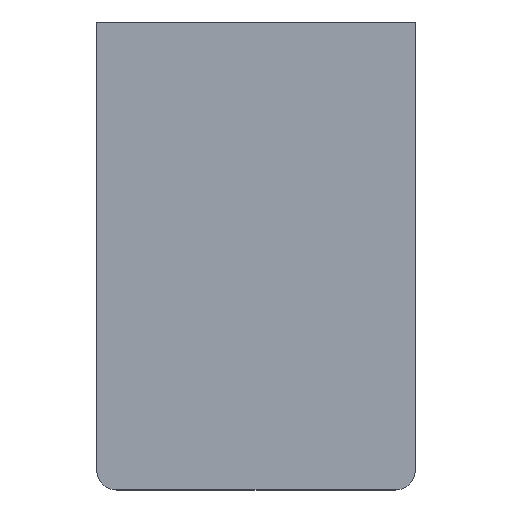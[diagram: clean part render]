
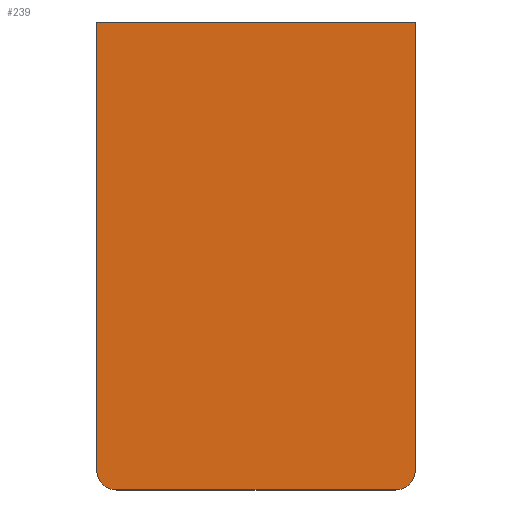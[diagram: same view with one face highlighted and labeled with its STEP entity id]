
A CAD part, top view. The second image highlights one B-rep face of the part: STEP entity #239.
In plain terms, the highlighted planar face has unit normal (0, 0, 1).
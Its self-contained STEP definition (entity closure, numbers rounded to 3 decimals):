
#239=ADVANCED_FACE('',(#409),#410,.T.);
#409=FACE_OUTER_BOUND('',#551,.T.);
#410=PLANE('',#552);
#551=EDGE_LOOP('',(#621,#622,#623,#624,#625,#626));
#552=AXIS2_PLACEMENT_3D('',#627,#628,#629);
#621=ORIENTED_EDGE('',*,*,#794,.T.);
#622=ORIENTED_EDGE('',*,*,#795,.T.);
#623=ORIENTED_EDGE('',*,*,#796,.T.);
#624=ORIENTED_EDGE('',*,*,#797,.T.);
#625=ORIENTED_EDGE('',*,*,#798,.T.);
#626=ORIENTED_EDGE('',*,*,#799,.T.);
#627=CARTESIAN_POINT('',(8.0,-11.619,1.569));
#628=DIRECTION('',(0.,0.,1.0));
#629=DIRECTION('',(1.0,0.0,0.));
#794=EDGE_CURVE('',#859,#860,#861,.T.);
#795=EDGE_CURVE('',#860,#862,#863,.T.);
#796=EDGE_CURVE('',#862,#864,#865,.T.);
#797=EDGE_CURVE('',#864,#866,#867,.T.);
#798=EDGE_CURVE('',#866,#868,#869,.T.);
#799=EDGE_CURVE('',#868,#859,#870,.T.);
#859=VERTEX_POINT('',#952);
#860=VERTEX_POINT('',#953);
#861=CIRCLE('',#954,1.0);
#862=VERTEX_POINT('',#955);
#863=LINE('',#956,#957);
#864=VERTEX_POINT('',#958);
#865=CIRCLE('',#959,1.0);
#866=VERTEX_POINT('',#960);
#867=LINE('',#961,#962);
#868=VERTEX_POINT('',#963);
#869=LINE('',#964,#965);
#870=LINE('',#966,#967);
#952=CARTESIAN_POINT('',(0.,-22.5,1.569));
#953=CARTESIAN_POINT('',(1.0,-23.5,1.569));
#954=AXIS2_PLACEMENT_3D('',#1082,#1083,#1084);
#955=CARTESIAN_POINT('',(15.0,-23.5,1.569));
#956=CARTESIAN_POINT('',(8.0,-23.5,1.569));
#957=VECTOR('',#1085,1.0);
#958=CARTESIAN_POINT('',(16.0,-22.5,1.569));
#959=AXIS2_PLACEMENT_3D('',#1086,#1087,#1088);
#960=CARTESIAN_POINT('',(16.0,0.,1.569));
#961=CARTESIAN_POINT('',(16.0,-11.25,1.569));
#962=VECTOR('',#1089,1.0);
#963=CARTESIAN_POINT('',(0.,0.,1.569));
#964=CARTESIAN_POINT('',(8.0,0.,1.569));
#965=VECTOR('',#1090,1.0);
#966=CARTESIAN_POINT('',(0.,-11.25,1.569));
#967=VECTOR('',#1091,1.0);
#1082=CARTESIAN_POINT('',(1.0,-22.5,1.569));
#1083=DIRECTION('',(0.0,0.0,1.0));
#1084=DIRECTION('',(-1.0,0.0,0.0));
#1085=DIRECTION('',(1.0,0.0,0.0));
#1086=CARTESIAN_POINT('',(15.0,-22.5,1.569));
#1087=DIRECTION('',(0.0,0.0,1.0));
#1088=DIRECTION('',(0.0,-1.0,0.0));
#1089=DIRECTION('',(0.0,1.0,0.0));
#1090=DIRECTION('',(-1.0,0.0,0.0));
#1091=DIRECTION('',(0.0,-1.0,0.0));
